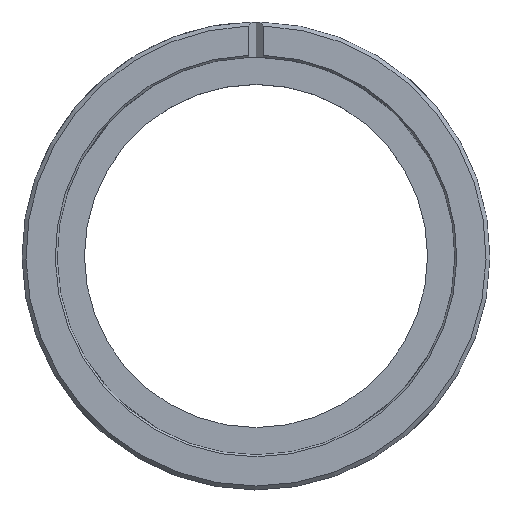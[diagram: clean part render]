
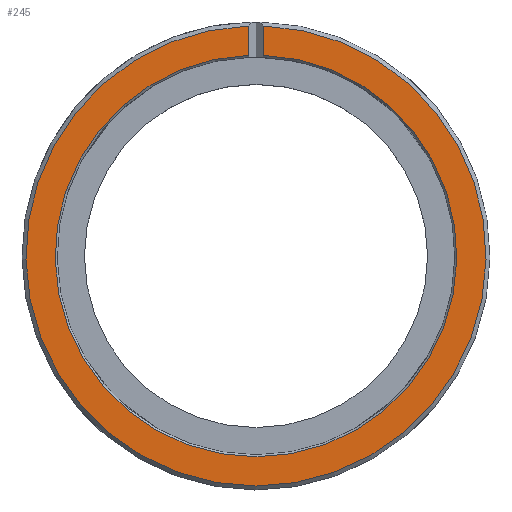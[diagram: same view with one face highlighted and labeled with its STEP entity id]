
A CAD part, top view. The second image highlights one B-rep face of the part: STEP entity #245.
In plain terms, the highlighted planar face has unit normal (0, 0, 1).
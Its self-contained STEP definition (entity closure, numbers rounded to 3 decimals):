
#30=LINE('',#483,#33);
#31=LINE('',#488,#34);
#33=VECTOR('',#336,1000.);
#34=VECTOR('',#339,1000.);
#87=ORIENTED_EDGE('',*,*,#131,.F.);
#88=ORIENTED_EDGE('',*,*,#132,.T.);
#89=ORIENTED_EDGE('',*,*,#133,.F.);
#90=ORIENTED_EDGE('',*,*,#134,.T.);
#131=EDGE_CURVE('',#158,#159,#30,.T.);
#132=EDGE_CURVE('',#158,#160,#168,.T.);
#133=EDGE_CURVE('',#161,#160,#31,.T.);
#134=EDGE_CURVE('',#161,#159,#169,.F.);
#158=VERTEX_POINT('',#484);
#159=VERTEX_POINT('',#485);
#160=VERTEX_POINT('',#487);
#161=VERTEX_POINT('',#489);
#168=CIRCLE('',#287,29.5);
#169=CIRCLE('',#288,25.75);
#194=EDGE_LOOP('',(#87,#88,#89,#90));
#225=FACE_BOUND('',#194,.T.);
#234=PLANE('',#286);
#245=ADVANCED_FACE('',(#225),#234,.T.);
#286=AXIS2_PLACEMENT_3D('',#482,#334,#335);
#287=AXIS2_PLACEMENT_3D('',#486,#337,#338);
#288=AXIS2_PLACEMENT_3D('',#490,#340,#341);
#334=DIRECTION('',(0.,0.,1.));
#335=DIRECTION('',(0.,-1.,0.));
#336=DIRECTION('',(0.,-1.,0.));
#337=DIRECTION('',(0.,0.,1.));
#338=DIRECTION('',(1.,0.,0.));
#339=DIRECTION('',(0.,1.,0.));
#340=DIRECTION('',(0.,0.,1.));
#341=DIRECTION('',(1.,0.,0.));
#482=CARTESIAN_POINT('',(-99.998,250.,0.));
#483=CARTESIAN_POINT('',(-0.998,250.,0.));
#484=CARTESIAN_POINT('',(-0.998,29.485,0.));
#485=CARTESIAN_POINT('',(-0.998,25.731,0.));
#486=CARTESIAN_POINT('',(0.002,0.002,0.));
#487=CARTESIAN_POINT('',(1.002,29.485,0.));
#488=CARTESIAN_POINT('',(1.002,250.,0.));
#489=CARTESIAN_POINT('',(1.002,25.731,0.));
#490=CARTESIAN_POINT('',(0.,0.,0.));
